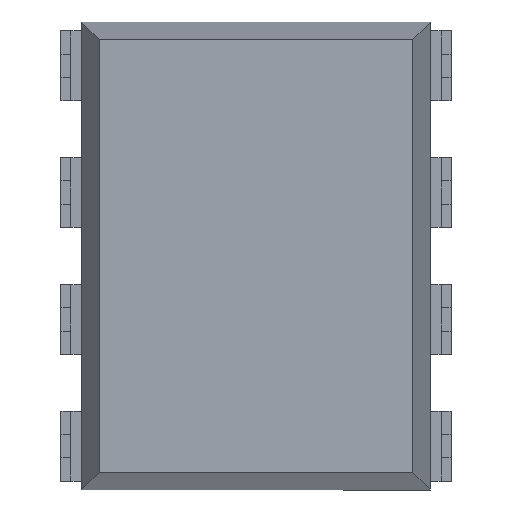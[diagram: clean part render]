
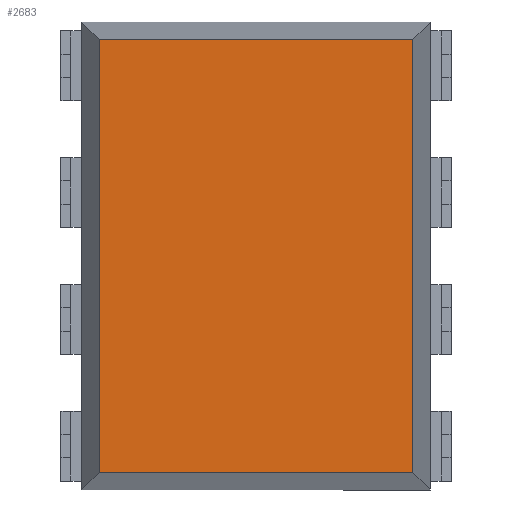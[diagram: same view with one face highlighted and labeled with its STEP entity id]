
A CAD part, front view. The second image highlights one B-rep face of the part: STEP entity #2683.
In plain terms, the highlighted planar face has unit normal (0, -1, 0).
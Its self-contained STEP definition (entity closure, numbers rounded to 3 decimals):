
#33 = EDGE_CURVE ( 'NONE', #2523, #741, #2260, .T. ) ;
#311 = DIRECTION ( 'NONE',  ( 1., 0., 0. ) ) ;
#427 = VECTOR ( 'NONE', #477, 1000. ) ;
#477 = DIRECTION ( 'NONE',  ( 0., 0., 1. ) ) ;
#519 = EDGE_CURVE ( 'NONE', #554, #2523, #2687, .T. ) ;
#554 = VERTEX_POINT ( 'NONE', #1567 ) ;
#555 = VERTEX_POINT ( 'NONE', #3536 ) ;
#738 = CARTESIAN_POINT ( 'NONE',  ( 3.492, 0.38, 4.336 ) ) ;
#741 = VERTEX_POINT ( 'NONE', #3402 ) ;
#748 = ORIENTED_EDGE ( 'NONE', *, *, #3325, .T. ) ;
#764 = DIRECTION ( 'NONE',  ( -1., 0., 0. ) ) ;
#958 = FACE_OUTER_BOUND ( 'NONE', #2854, .T. ) ;
#1239 = LINE ( 'NONE', #1415, #2828 ) ;
#1415 = CARTESIAN_POINT ( 'NONE',  ( -3.493, 0.38, -4.336 ) ) ;
#1567 = CARTESIAN_POINT ( 'NONE',  ( 3.141, 0.38, 4.336 ) ) ;
#1832 = ORIENTED_EDGE ( 'NONE', *, *, #33, .T. ) ;
#1943 = DIRECTION ( 'NONE',  ( 0., 0., -1. ) ) ;
#1948 = CARTESIAN_POINT ( 'NONE',  ( -3.141, 0.38, 4.688 ) ) ;
#2260 = LINE ( 'NONE', #1948, #2425 ) ;
#2321 = ORIENTED_EDGE ( 'NONE', *, *, #3096, .T. ) ;
#2419 = VECTOR ( 'NONE', #764, 1000. ) ;
#2425 = VECTOR ( 'NONE', #3345, 1000. ) ;
#2487 = LINE ( 'NONE', #2651, #427 ) ;
#2523 = VERTEX_POINT ( 'NONE', #2629 ) ;
#2581 = ORIENTED_EDGE ( 'NONE', *, *, #519, .T. ) ;
#2629 = CARTESIAN_POINT ( 'NONE',  ( -3.141, 0.38, 4.336 ) ) ;
#2651 = CARTESIAN_POINT ( 'NONE',  ( 3.141, 0.38, -4.688 ) ) ;
#2683 = ADVANCED_FACE ( 'NONE', ( #958 ), #3051, .T. ) ;
#2687 = LINE ( 'NONE', #738, #2419 ) ;
#2733 = AXIS2_PLACEMENT_3D ( 'NONE', #2760, #3028, #1943 ) ;
#2760 = CARTESIAN_POINT ( 'NONE',  ( 0., 0.38, 0. ) ) ;
#2828 = VECTOR ( 'NONE', #311, 1000. ) ;
#2854 = EDGE_LOOP ( 'NONE', ( #748, #2321, #2581, #1832 ) ) ;
#3028 = DIRECTION ( 'NONE',  ( 0., -1., 0. ) ) ;
#3051 = PLANE ( 'NONE',  #2733 ) ;
#3096 = EDGE_CURVE ( 'NONE', #555, #554, #2487, .T. ) ;
#3325 = EDGE_CURVE ( 'NONE', #741, #555, #1239, .T. ) ;
#3345 = DIRECTION ( 'NONE',  ( 0., 0., -1. ) ) ;
#3402 = CARTESIAN_POINT ( 'NONE',  ( -3.141, 0.38, -4.336 ) ) ;
#3536 = CARTESIAN_POINT ( 'NONE',  ( 3.141, 0.38, -4.336 ) ) ;
